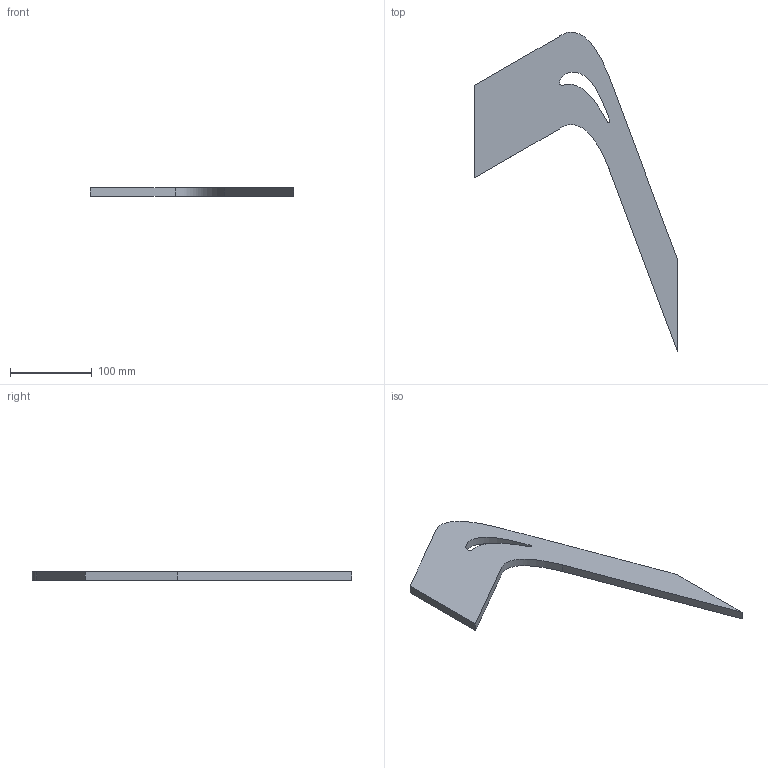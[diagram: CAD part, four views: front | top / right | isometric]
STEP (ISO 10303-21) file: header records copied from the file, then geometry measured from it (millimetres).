
FILE_DESCRIPTION (( 'STEP AP214' ), '1' );
FILE_NAME ('blad4.STEP', '2023-11-14T22:22:00', ( '' ), ( '' ), 'SwSTEP 2.0', 'SolidWorks 2020', '' );
FILE_SCHEMA (( 'AUTOMOTIVE_DESIGN' ));
Length unit declared in the file: millimetre
Products named in the file (1): blad4
Bounding box: 249.15 x 392.54 x 10 mm (x, y, z)
Volume: 273417.5 mm3; surface area: 67919.4 mm2
Topology: 1 solids, 1 shells, 12 faces, 30 edges, 20 vertices
Faces by surface type: plane 8, bspline 4
Entity records: 712 total; most frequent: CARTESIAN_POINT 411, ORIENTED_EDGE 60, DIRECTION 40, EDGE_CURVE 30, VECTOR 22, LINE 22, VERTEX_POINT 20, EDGE_LOOP 14
